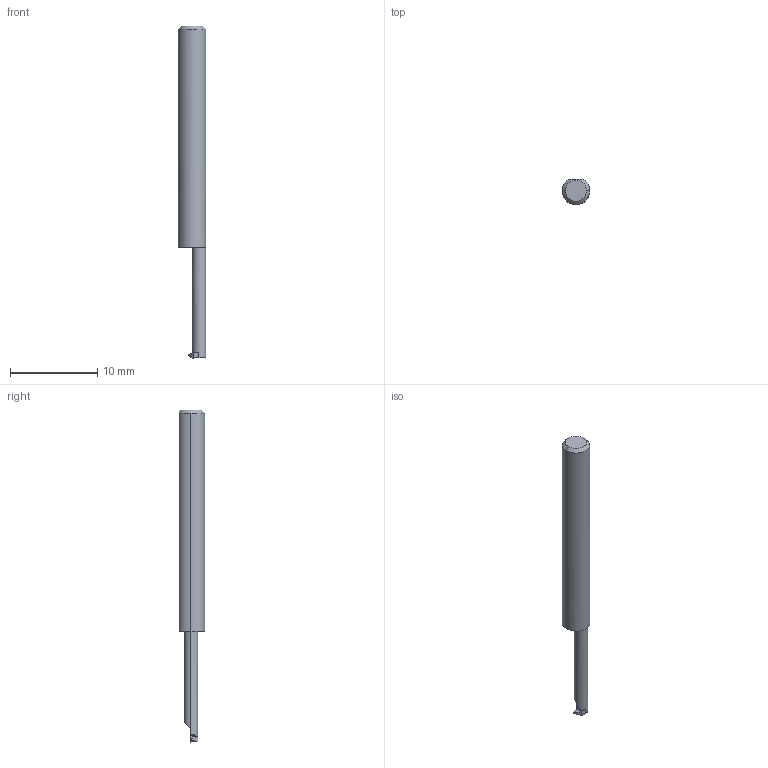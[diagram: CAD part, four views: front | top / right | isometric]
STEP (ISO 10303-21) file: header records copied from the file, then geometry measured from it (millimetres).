
FILE_DESCRIPTION (( 'STEP AP214' ), '1' );
FILE_NAME ('Micro_IT-080500X.STEP', '2021-09-08T12:57:32', ( '' ), ( '' ), 'SwSTEP 2.0', 'SolidWorks 2020', '' );
FILE_SCHEMA (( 'AUTOMOTIVE_DESIGN' ));
Length unit declared in the file: inch
Products named in the file (1): Micro_IT-080500X
Bounding box: 3.17 x 2.92 x 38.1 mm (x, y, z)
Volume: 216 mm3; surface area: 325.2 mm2
Topology: 1 solids, 1 shells, 23 faces, 55 edges, 34 vertices
Faces by surface type: plane 11, cylinder 10, cone 2
Entity records: 720 total; most frequent: CARTESIAN_POINT 173, ORIENTED_EDGE 110, DIRECTION 101, EDGE_CURVE 55, AXIS2_PLACEMENT_3D 36, VERTEX_POINT 34, LINE 29, VECTOR 29
